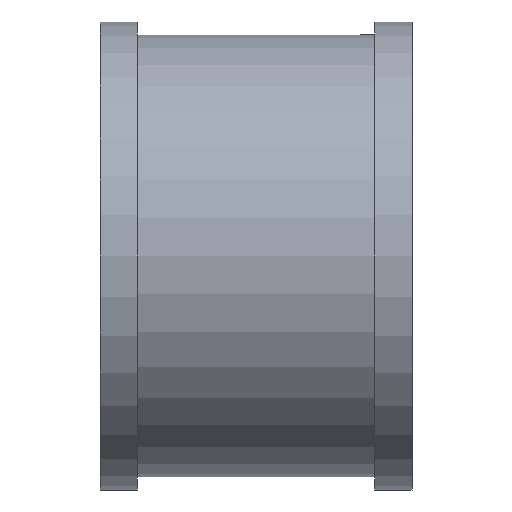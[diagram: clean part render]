
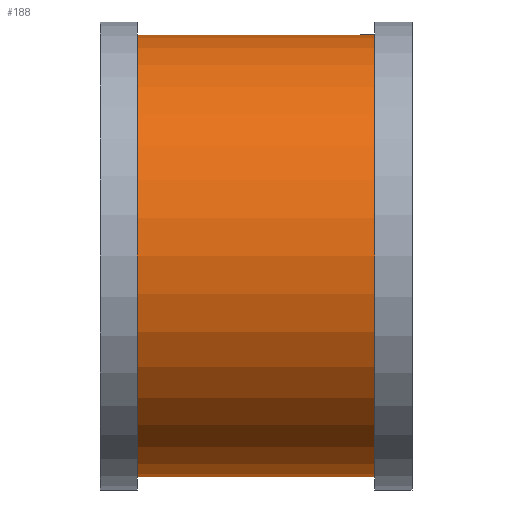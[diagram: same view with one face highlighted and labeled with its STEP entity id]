
A CAD part, front view. The second image highlights one B-rep face of the part: STEP entity #188.
In plain terms, the highlighted cylindrical face has radius 34 mm (diameter 68 mm), a partial arc.
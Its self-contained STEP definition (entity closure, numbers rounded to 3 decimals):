
#32 = EDGE_LOOP ( 'NONE', ( #977, #964, #941, #942 ) ) ;
#188 = ADVANCED_FACE ( 'NONE', ( #999 ), #1018, .T. ) ;
#249 = EDGE_CURVE ( 'NONE', #766, #768, #1169, .T. ) ;
#266 = EDGE_CURVE ( 'NONE', #753, #770, #1131, .T. ) ;
#444 = EDGE_CURVE ( 'NONE', #766, #753, #1233, .T. ) ;
#446 = EDGE_CURVE ( 'NONE', #768, #770, #1229, .T. ) ;
#545 = AXIS2_PLACEMENT_3D ( 'NONE', #1337, #1341, #1303 ) ;
#605 = AXIS2_PLACEMENT_3D ( 'NONE', #1529, #1538, #1540 ) ;
#647 = AXIS2_PLACEMENT_3D ( 'NONE', #1594, #1593, #1598 ) ;
#753 = VERTEX_POINT ( 'NONE', #1907 ) ;
#766 = VERTEX_POINT ( 'NONE', #1926 ) ;
#768 = VERTEX_POINT ( 'NONE', #1918 ) ;
#770 = VERTEX_POINT ( 'NONE', #1925 ) ;
#941 = ORIENTED_EDGE ( 'NONE', *, *, #446, .T. ) ;
#942 = ORIENTED_EDGE ( 'NONE', *, *, #266, .F. ) ;
#964 = ORIENTED_EDGE ( 'NONE', *, *, #249, .T. ) ;
#977 = ORIENTED_EDGE ( 'NONE', *, *, #444, .F. ) ;
#999 = FACE_OUTER_BOUND ( 'NONE', #32, .T. ) ;
#1018 = CYLINDRICAL_SURFACE ( 'NONE', #545, 34. ) ;
#1131 = CIRCLE ( 'NONE', #647, 34. ) ;
#1169 = CIRCLE ( 'NONE', #605, 34. ) ;
#1193 = VECTOR ( 'NONE', #1695, 1000. ) ;
#1220 = VECTOR ( 'NONE', #1672, 1000. ) ;
#1229 = LINE ( 'NONE', #1700, #1220 ) ;
#1233 = LINE ( 'NONE', #1681, #1193 ) ;
#1303 = DIRECTION ( 'NONE',  ( 0., 0., 1. ) ) ;
#1337 = CARTESIAN_POINT ( 'NONE',  ( -126.608, 0., 0. ) ) ;
#1341 = DIRECTION ( 'NONE',  ( -1., 0., 0. ) ) ;
#1529 = CARTESIAN_POINT ( 'NONE',  ( -3.617, 0., 0. ) ) ;
#1538 = DIRECTION ( 'NONE',  ( -1., 0., 0. ) ) ;
#1540 = DIRECTION ( 'NONE',  ( 0., 0., 1. ) ) ;
#1593 = DIRECTION ( 'NONE',  ( -1., 0., 0. ) ) ;
#1594 = CARTESIAN_POINT ( 'NONE',  ( -40.117, 0., 0. ) ) ;
#1598 = DIRECTION ( 'NONE',  ( 0., 0., 1. ) ) ;
#1672 = DIRECTION ( 'NONE',  ( -1., 0., 0. ) ) ;
#1681 = CARTESIAN_POINT ( 'NONE',  ( -126.608, 0., -34. ) ) ;
#1695 = DIRECTION ( 'NONE',  ( -1., 0., 0. ) ) ;
#1700 = CARTESIAN_POINT ( 'NONE',  ( -126.608, 0., 34. ) ) ;
#1907 = CARTESIAN_POINT ( 'NONE',  ( -40.117, 0., -34. ) ) ;
#1918 = CARTESIAN_POINT ( 'NONE',  ( -3.617, 0., 34. ) ) ;
#1925 = CARTESIAN_POINT ( 'NONE',  ( -40.117, 0., 34. ) ) ;
#1926 = CARTESIAN_POINT ( 'NONE',  ( -3.617, 0., -34. ) ) ;
